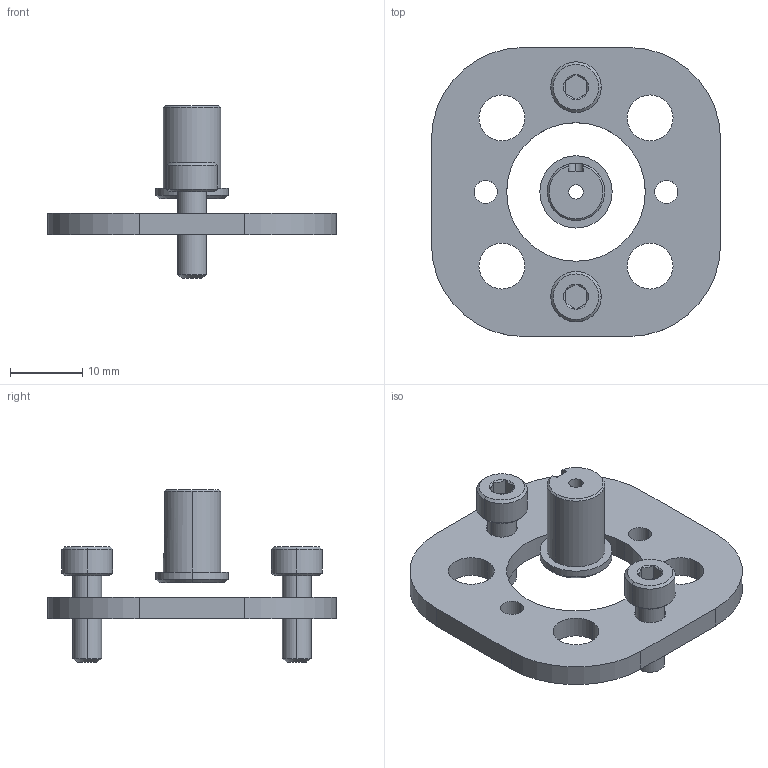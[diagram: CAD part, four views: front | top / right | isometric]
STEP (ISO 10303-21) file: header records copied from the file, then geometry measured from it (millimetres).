
FILE_DESCRIPTION (( 'STEP AP203' ), '1' );
FILE_NAME ('REV-21-2118.STEP', '2021-12-10T17:46:52', ( '' ), ( '' ), 'SwSTEP 2.0', 'SolidWorks 2022', '' );
FILE_SCHEMA (( 'CONFIG_CONTROL_DESIGN' ));
Length unit declared in the file: inch
Products named in the file (1): REV-21-2118
Bounding box: 40 x 40 x 23.9 mm (x, y, z)
Volume: 4048.5 mm3; surface area: 4275 mm2
Topology: 4 solids, 4 shells, 104 faces, 230 edges, 140 vertices
Faces by surface type: cylinder 40, plane 33, cone 31
Entity records: 3059 total; most frequent: CARTESIAN_POINT 593, DIRECTION 532, ORIENTED_EDGE 460, EDGE_CURVE 230, AXIS2_PLACEMENT_3D 215, VERTEX_POINT 140, EDGE_LOOP 130, CIRCLE 110
